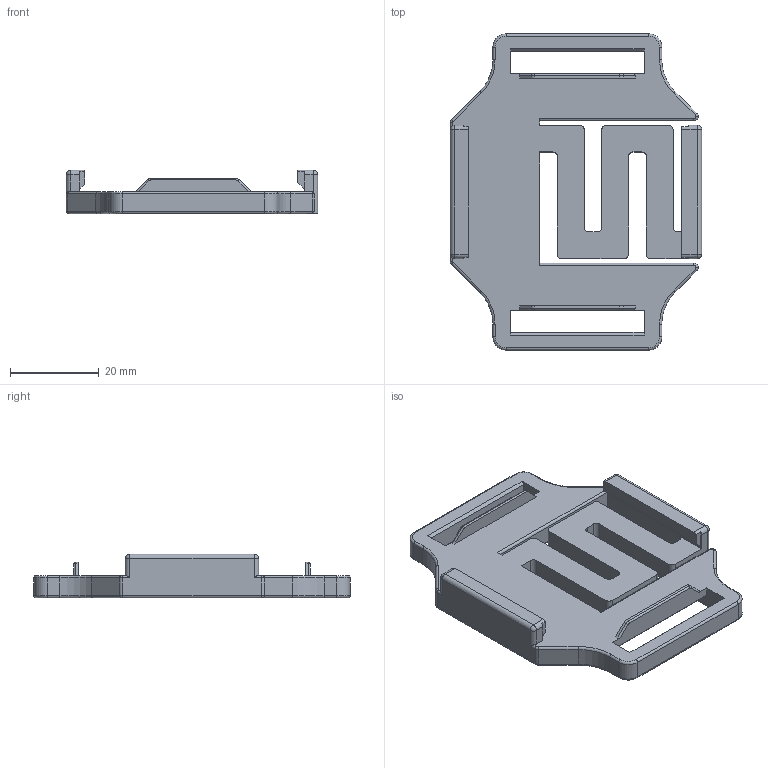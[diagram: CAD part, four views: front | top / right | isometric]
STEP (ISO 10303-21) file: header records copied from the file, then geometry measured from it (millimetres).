
FILE_DESCRIPTION (( 'STEP AP214' ), '1' );
FILE_NAME ('辦莞菁釱.STEP', '2024-09-03T09:37:13', ( 'Windows 蚚誧' ), ( '' ), 'SwSTEP 2.0', 'SolidWorks 2022', '' );
FILE_SCHEMA (( 'AUTOMOTIVE_DESIGN' ));
Length unit declared in the file: millimetre
Products named in the file (1): 快拆底座
Bounding box: 56.54 x 71.14 x 9.8 mm (x, y, z)
Volume: 14621.7 mm3; surface area: 9717.9 mm2
Topology: 1 solids, 1 shells, 176 faces, 456 edges, 278 vertices
Faces by surface type: cylinder 73, plane 67, torus 32, sphere 4
Entity records: 5372 total; most frequent: DIRECTION 982, CARTESIAN_POINT 935, ORIENTED_EDGE 904, EDGE_CURVE 452, AXIS2_PLACEMENT_3D 359, VERTEX_POINT 278, VECTOR 264, LINE 264
